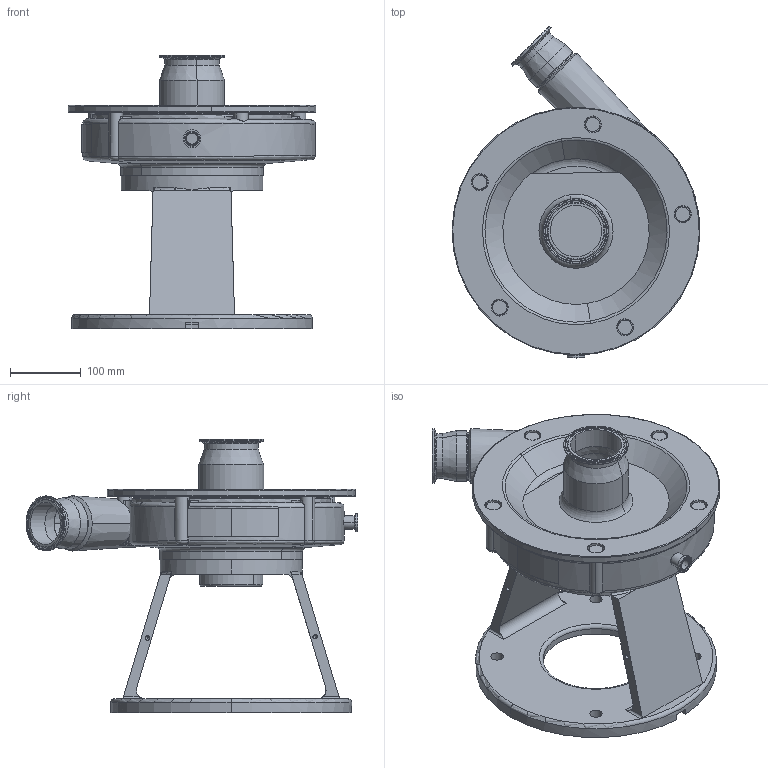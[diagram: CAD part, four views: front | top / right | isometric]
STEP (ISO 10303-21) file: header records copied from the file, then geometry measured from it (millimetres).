
FILE_DESCRIPTION (( 'STEP AP214' ), '1' );
FILE_NAME ('FPX 3551-3552 320TSC 45L 3-4 IN STR DRAIN.STEP', '2023-01-16T19:22:34', ( '' ), ( '' ), 'SwSTEP 2.0', 'SolidWorks 2021', '' );
FILE_SCHEMA (( 'AUTOMOTIVE_DESIGN' ));
Length unit declared in the file: millimetre
Products named in the file (1): FPX 3551-3552 320TSC 45L 3-4 IN STR DRAIN
Bounding box: 349.95 x 468.7 x 386.5 mm (x, y, z)
Volume: 8162034.3 mm3; surface area: 816735.3 mm2
Topology: 1 solids, 2 shells, 419 faces, 1029 edges, 623 vertices
Faces by surface type: cylinder 150, plane 83, cone 81, torus 63, bspline 36, sphere 6
Entity records: 17290 total; most frequent: CARTESIAN_POINT 7614, DIRECTION 2055, ORIENTED_EDGE 2024, EDGE_CURVE 1012, AXIS2_PLACEMENT_3D 867, VERTEX_POINT 623, CIRCLE 483, EDGE_LOOP 469
